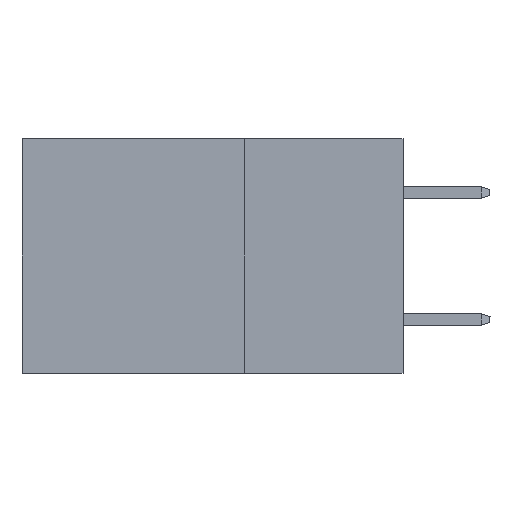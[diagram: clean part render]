
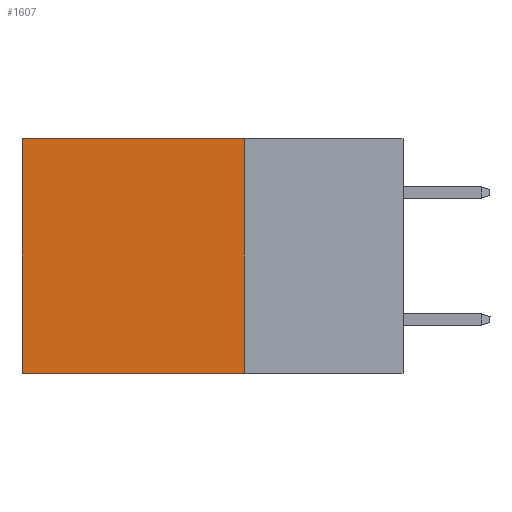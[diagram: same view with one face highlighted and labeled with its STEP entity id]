
A CAD part, left-side view. The second image highlights one B-rep face of the part: STEP entity #1607.
In plain terms, the highlighted planar face has unit normal (-1, 0, 0).
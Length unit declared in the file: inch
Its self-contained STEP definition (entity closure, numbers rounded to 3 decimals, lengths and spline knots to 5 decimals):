
#409 = DIRECTION ( 'NONE',  ( 0., 1., 0. ) ) ;
#817 = CARTESIAN_POINT ( 'NONE',  ( 0.2875, 0.25, -0.37 ) ) ;
#891 = CARTESIAN_POINT ( 'NONE',  ( 0.2875, 0.6, -0.37 ) ) ;
#971 = CARTESIAN_POINT ( 'NONE',  ( 0.2875, 0.25, 0. ) ) ;
#1353 = VERTEX_POINT ( 'NONE', #6976 ) ;
#1607 = ADVANCED_FACE ( 'NONE', ( #4486 ), #14064, .F. ) ;
#2137 = DIRECTION ( 'NONE',  ( 0., 0., -1. ) ) ;
#2763 = LINE ( 'NONE', #8562, #10001 ) ;
#3383 = EDGE_CURVE ( 'NONE', #10694, #13345, #8068, .T. ) ;
#3799 = VECTOR ( 'NONE', #4151, 39.37008 ) ;
#4151 = DIRECTION ( 'NONE',  ( 0., 0., -1. ) ) ;
#4171 = LINE ( 'NONE', #817, #4712 ) ;
#4192 = ORIENTED_EDGE ( 'NONE', *, *, #13728, .F. ) ;
#4486 = FACE_OUTER_BOUND ( 'NONE', #6293, .T. ) ;
#4563 = CARTESIAN_POINT ( 'NONE',  ( 0.2875, 0.25, 0. ) ) ;
#4712 = VECTOR ( 'NONE', #11460, 39.37008 ) ;
#4902 = ORIENTED_EDGE ( 'NONE', *, *, #11944, .F. ) ;
#5815 = CARTESIAN_POINT ( 'NONE',  ( 0.2875, 0.6, 0. ) ) ;
#5876 = CARTESIAN_POINT ( 'NONE',  ( 0.2875, 0.6, 0. ) ) ;
#6293 = EDGE_LOOP ( 'NONE', ( #9214, #4902, #4192, #7586 ) ) ;
#6976 = CARTESIAN_POINT ( 'NONE',  ( 0.2875, 0.25, -0.37 ) ) ;
#7006 = EDGE_CURVE ( 'NONE', #13311, #10694, #2763, .T. ) ;
#7586 = ORIENTED_EDGE ( 'NONE', *, *, #7006, .T. ) ;
#8068 = LINE ( 'NONE', #5815, #11697 ) ;
#8562 = CARTESIAN_POINT ( 'NONE',  ( 0.2875, 0.25, 0. ) ) ;
#9214 = ORIENTED_EDGE ( 'NONE', *, *, #3383, .T. ) ;
#10001 = VECTOR ( 'NONE', #409, 39.37008 ) ;
#10110 = CARTESIAN_POINT ( 'NONE',  ( 0.2875, 0.25, 0. ) ) ;
#10418 = LINE ( 'NONE', #10110, #3799 ) ;
#10694 = VERTEX_POINT ( 'NONE', #5876 ) ;
#11460 = DIRECTION ( 'NONE',  ( 0., 1., 0. ) ) ;
#11697 = VECTOR ( 'NONE', #2137, 39.37008 ) ;
#11944 = EDGE_CURVE ( 'NONE', #1353, #13345, #4171, .T. ) ;
#13044 = AXIS2_PLACEMENT_3D ( 'NONE', #971, #15325, #15158 ) ;
#13311 = VERTEX_POINT ( 'NONE', #4563 ) ;
#13345 = VERTEX_POINT ( 'NONE', #891 ) ;
#13728 = EDGE_CURVE ( 'NONE', #13311, #1353, #10418, .T. ) ;
#14064 = PLANE ( 'NONE',  #13044 ) ;
#15158 = DIRECTION ( 'NONE',  ( 0., 0., -1. ) ) ;
#15325 = DIRECTION ( 'NONE',  ( 1., 0., 0. ) ) ;
